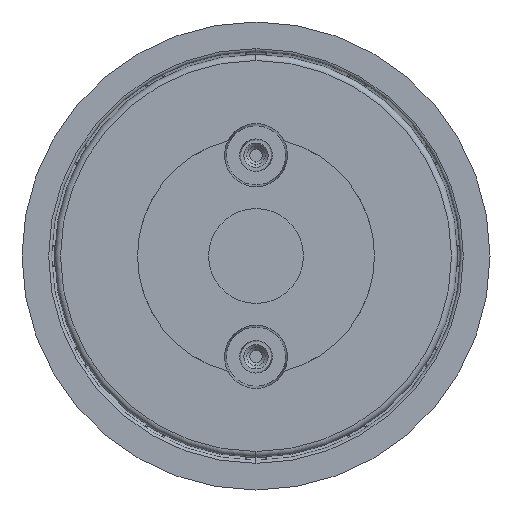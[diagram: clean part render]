
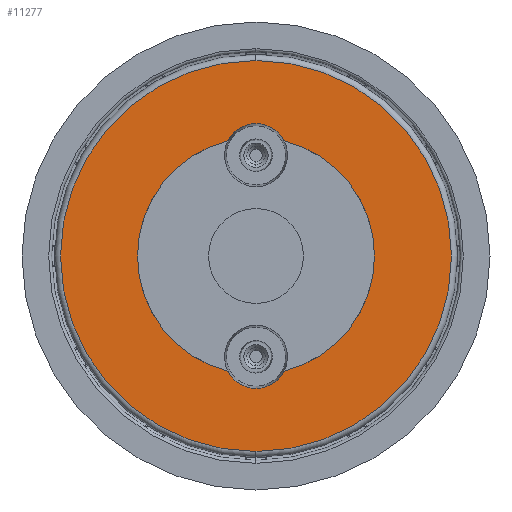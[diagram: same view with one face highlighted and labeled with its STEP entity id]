
A CAD part, front view. The second image highlights one B-rep face of the part: STEP entity #11277.
In plain terms, the highlighted planar face has unit normal (0, -1, 0).
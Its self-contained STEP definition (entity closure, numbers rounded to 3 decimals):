
#181 = VERTEX_POINT ( 'NONE', #14338 ) ;
#733 = AXIS2_PLACEMENT_3D ( 'NONE', #4623, #3460, #15590 ) ;
#984 = CIRCLE ( 'NONE', #2288, 33. ) ;
#1381 = CIRCLE ( 'NONE', #733, 20. ) ;
#1699 = CARTESIAN_POINT ( 'NONE',  ( 29.733, 47.671, 48.93 ) ) ;
#1968 = CARTESIAN_POINT ( 'NONE',  ( 34.503, 47.671, 68.353 ) ) ;
#2017 = EDGE_CURVE ( 'NONE', #181, #4122, #14766, .T. ) ;
#2198 = CARTESIAN_POINT ( 'NONE',  ( 29.733, 47.671, 68.93 ) ) ;
#2288 = AXIS2_PLACEMENT_3D ( 'NONE', #19370, #8451, #13053 ) ;
#2326 = AXIS2_PLACEMENT_3D ( 'NONE', #18303, #19931, #5945 ) ;
#2426 = CARTESIAN_POINT ( 'NONE',  ( 29.733, 47.671, 71.28 ) ) ;
#2670 = CARTESIAN_POINT ( 'NONE',  ( 34.503, 47.671, 29.507 ) ) ;
#3460 = DIRECTION ( 'NONE',  ( 0., -1., 0. ) ) ;
#3545 = EDGE_CURVE ( 'NONE', #20062, #19756, #3600, .T. ) ;
#3600 = CIRCLE ( 'NONE', #12132, 33. ) ;
#4119 = ORIENTED_EDGE ( 'NONE', *, *, #15659, .F. ) ;
#4122 = VERTEX_POINT ( 'NONE', #2670 ) ;
#4623 = CARTESIAN_POINT ( 'NONE',  ( 29.733, 47.671, 48.93 ) ) ;
#5183 = EDGE_CURVE ( 'NONE', #4122, #19506, #1381, .T. ) ;
#5261 = AXIS2_PLACEMENT_3D ( 'NONE', #15834, #15929, #6834 ) ;
#5596 = CIRCLE ( 'NONE', #17657, 5.35 ) ;
#5818 = VERTEX_POINT ( 'NONE', #2426 ) ;
#5945 = DIRECTION ( 'NONE',  ( 0., 0., 1. ) ) ;
#6339 = DIRECTION ( 'NONE',  ( 0., -1., 0. ) ) ;
#6834 = DIRECTION ( 'NONE',  ( 0., 0., 1. ) ) ;
#6961 = ORIENTED_EDGE ( 'NONE', *, *, #5183, .F. ) ;
#6980 = ORIENTED_EDGE ( 'NONE', *, *, #19255, .F. ) ;
#7475 = ORIENTED_EDGE ( 'NONE', *, *, #8648, .F. ) ;
#8174 = DIRECTION ( 'NONE',  ( 0., 0., 1. ) ) ;
#8205 = CARTESIAN_POINT ( 'NONE',  ( 29.733, 47.671, 15.93 ) ) ;
#8451 = DIRECTION ( 'NONE',  ( 0., -1., 0. ) ) ;
#8453 = DIRECTION ( 'NONE',  ( 0., -1., 0. ) ) ;
#8648 = EDGE_CURVE ( 'NONE', #19506, #5818, #20048, .T. ) ;
#8826 = DIRECTION ( 'NONE',  ( 0., 0., 1. ) ) ;
#9060 = DIRECTION ( 'NONE',  ( 0., 0., 1. ) ) ;
#9512 = CARTESIAN_POINT ( 'NONE',  ( 29.733, 47.671, 65.93 ) ) ;
#9959 = ORIENTED_EDGE ( 'NONE', *, *, #16593, .T. ) ;
#10058 = DIRECTION ( 'NONE',  ( 0., -1., 0. ) ) ;
#10202 = FACE_OUTER_BOUND ( 'NONE', #19447, .T. ) ;
#10496 = PLANE ( 'NONE',  #10564 ) ;
#10564 = AXIS2_PLACEMENT_3D ( 'NONE', #2198, #8453, #14704 ) ;
#11277 = ADVANCED_FACE ( 'NONE', ( #12032, #10202 ), #10496, .T. ) ;
#11614 = ORIENTED_EDGE ( 'NONE', *, *, #2017, .F. ) ;
#11644 = AXIS2_PLACEMENT_3D ( 'NONE', #16623, #13366, #9060 ) ;
#12032 = FACE_BOUND ( 'NONE', #12612, .T. ) ;
#12132 = AXIS2_PLACEMENT_3D ( 'NONE', #1699, #6339, #15444 ) ;
#12253 = ORIENTED_EDGE ( 'NONE', *, *, #19805, .F. ) ;
#12298 = CIRCLE ( 'NONE', #11644, 5.35 ) ;
#12542 = AXIS2_PLACEMENT_3D ( 'NONE', #9512, #12786, #8174 ) ;
#12612 = EDGE_LOOP ( 'NONE', ( #12253, #6980, #4119, #7475, #6961, #11614 ) ) ;
#12786 = DIRECTION ( 'NONE',  ( 0., -1., 0. ) ) ;
#13053 = DIRECTION ( 'NONE',  ( 0., 0., 1. ) ) ;
#13334 = CARTESIAN_POINT ( 'NONE',  ( 29.733, 47.671, 31.93 ) ) ;
#13366 = DIRECTION ( 'NONE',  ( 0., -1., 0. ) ) ;
#14301 = ORIENTED_EDGE ( 'NONE', *, *, #3545, .T. ) ;
#14338 = CARTESIAN_POINT ( 'NONE',  ( 29.733, 47.671, 26.58 ) ) ;
#14704 = DIRECTION ( 'NONE',  ( 0., 0., -1. ) ) ;
#14766 = CIRCLE ( 'NONE', #2326, 5.35 ) ;
#15444 = DIRECTION ( 'NONE',  ( 0., 0., 1. ) ) ;
#15590 = DIRECTION ( 'NONE',  ( 0., 0., 1. ) ) ;
#15659 = EDGE_CURVE ( 'NONE', #5818, #18372, #12298, .T. ) ;
#15766 = CARTESIAN_POINT ( 'NONE',  ( 29.733, 47.671, 81.93 ) ) ;
#15834 = CARTESIAN_POINT ( 'NONE',  ( 29.733, 47.671, 48.93 ) ) ;
#15929 = DIRECTION ( 'NONE',  ( 0., -1., 0. ) ) ;
#16593 = EDGE_CURVE ( 'NONE', #19756, #20062, #984, .T. ) ;
#16623 = CARTESIAN_POINT ( 'NONE',  ( 29.733, 47.671, 65.93 ) ) ;
#16883 = CARTESIAN_POINT ( 'NONE',  ( 24.963, 47.671, 29.507 ) ) ;
#17657 = AXIS2_PLACEMENT_3D ( 'NONE', #13334, #10058, #8826 ) ;
#18303 = CARTESIAN_POINT ( 'NONE',  ( 29.733, 47.671, 31.93 ) ) ;
#18372 = VERTEX_POINT ( 'NONE', #19375 ) ;
#18694 = VERTEX_POINT ( 'NONE', #16883 ) ;
#19255 = EDGE_CURVE ( 'NONE', #18372, #18694, #19959, .T. ) ;
#19370 = CARTESIAN_POINT ( 'NONE',  ( 29.733, 47.671, 48.93 ) ) ;
#19375 = CARTESIAN_POINT ( 'NONE',  ( 24.963, 47.671, 68.353 ) ) ;
#19447 = EDGE_LOOP ( 'NONE', ( #14301, #9959 ) ) ;
#19506 = VERTEX_POINT ( 'NONE', #1968 ) ;
#19756 = VERTEX_POINT ( 'NONE', #8205 ) ;
#19805 = EDGE_CURVE ( 'NONE', #18694, #181, #5596, .T. ) ;
#19931 = DIRECTION ( 'NONE',  ( 0., -1., 0. ) ) ;
#19959 = CIRCLE ( 'NONE', #5261, 20. ) ;
#20048 = CIRCLE ( 'NONE', #12542, 5.35 ) ;
#20062 = VERTEX_POINT ( 'NONE', #15766 ) ;
